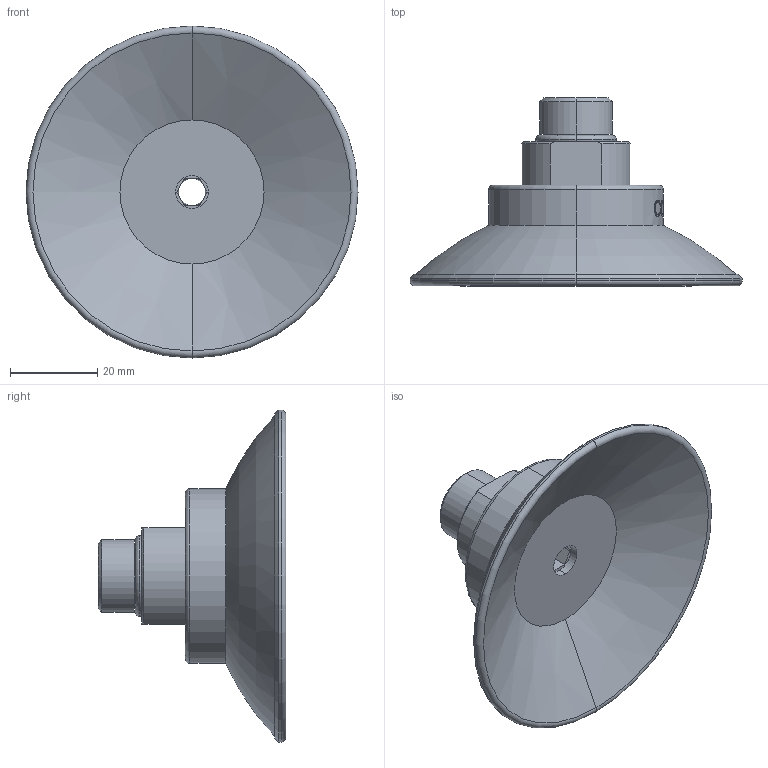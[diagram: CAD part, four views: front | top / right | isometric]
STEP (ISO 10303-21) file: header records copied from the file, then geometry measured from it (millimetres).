
FILE_DESCRIPTION(('STEP AP214'),'1');
FILE_NAME('COVAL_CFC75M38G.stp','2017-12-27T16:15:40',('TraceParts'),('TraceParts S.A.'),'Spatial InterOp 3D',' ',' ');
FILE_SCHEMA(('automotive_design'));
Length unit declared in the file: millimetre
Products named in the file (2): COVAL_CFC75M38G_1; COVAL_CFC75M38G_2
Bounding box: 76 x 43 x 76 mm (x, y, z)
Volume: 37329.2 mm3; surface area: 15589.3 mm2
Topology: 3 solids, 3 shells, 130 faces, 301 edges, 190 vertices
Faces by surface type: plane 40, cylinder 31, bspline 29, cone 16, torus 14
Entity records: 9819 total; most frequent: CARTESIAN_POINT 5951, ORIENTED_EDGE 602, DIRECTION 518, EDGE_CURVE 301, AXIS2_PLACEMENT_3D 213, VERTEX_POINT 190, EDGE_LOOP 149, STYLED_ITEM 132
